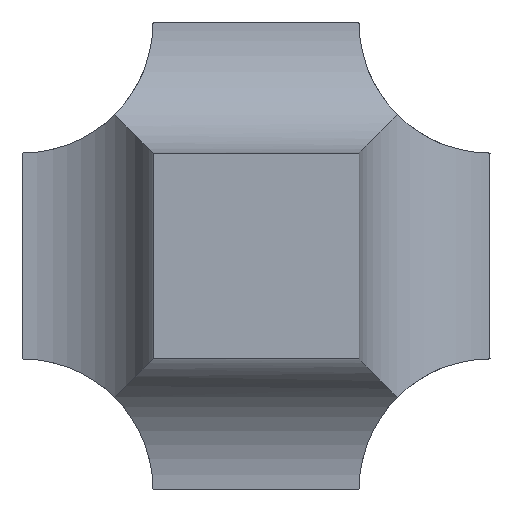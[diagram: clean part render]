
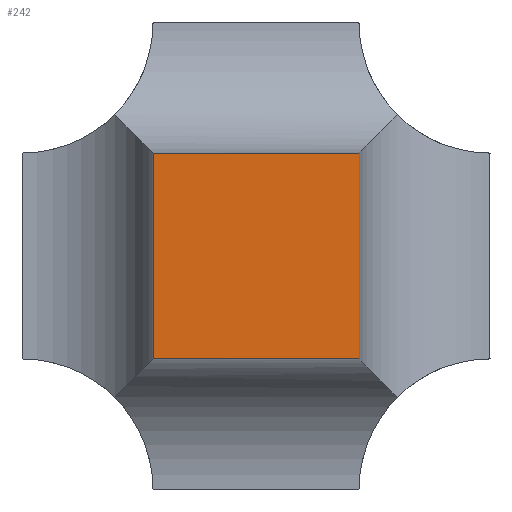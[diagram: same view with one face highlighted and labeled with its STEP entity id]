
A CAD part, left-side view. The second image highlights one B-rep face of the part: STEP entity #242.
In plain terms, the highlighted planar face has unit normal (-1, 0, 0).
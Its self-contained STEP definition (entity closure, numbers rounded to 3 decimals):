
#33 = VERTEX_POINT('',#34);
#34 = CARTESIAN_POINT('',(-6.25,2.75,-2.75));
#41 = EDGE_CURVE('',#33,#42,#44,.T.);
#42 = VERTEX_POINT('',#43);
#43 = CARTESIAN_POINT('',(-6.25,-2.75,-2.75));
#44 = LINE('',#45,#46);
#45 = CARTESIAN_POINT('',(-6.25,-28.117,-2.75));
#46 = VECTOR('',#47,1.);
#47 = DIRECTION('',(0.,-1.,0.));
#217 = VERTEX_POINT('',#218);
#218 = CARTESIAN_POINT('',(-6.25,-2.75,2.75));
#225 = EDGE_CURVE('',#217,#42,#226,.T.);
#226 = LINE('',#227,#228);
#227 = CARTESIAN_POINT('',(-6.25,-2.75,-12.5));
#228 = VECTOR('',#229,1.);
#229 = DIRECTION('',(0.,0.,-1.));
#242 = ADVANCED_FACE('',(#243),#261,.F.);
#243 = FACE_BOUND('',#244,.F.);
#244 = EDGE_LOOP('',(#245,#246,#254,#260));
#245 = ORIENTED_EDGE('',*,*,#41,.F.);
#246 = ORIENTED_EDGE('',*,*,#247,.F.);
#247 = EDGE_CURVE('',#248,#33,#250,.T.);
#248 = VERTEX_POINT('',#249);
#249 = CARTESIAN_POINT('',(-6.25,2.75,2.75));
#250 = LINE('',#251,#252);
#251 = CARTESIAN_POINT('',(-6.25,2.75,-12.5));
#252 = VECTOR('',#253,1.);
#253 = DIRECTION('',(0.,0.,-1.));
#254 = ORIENTED_EDGE('',*,*,#255,.T.);
#255 = EDGE_CURVE('',#248,#217,#256,.T.);
#256 = LINE('',#257,#258);
#257 = CARTESIAN_POINT('',(-6.25,-28.117,2.75));
#258 = VECTOR('',#259,1.);
#259 = DIRECTION('',(0.,-1.,0.));
#260 = ORIENTED_EDGE('',*,*,#225,.T.);
#261 = PLANE('',#262);
#262 = AXIS2_PLACEMENT_3D('',#263,#264,#265);
#263 = CARTESIAN_POINT('',(-6.25,-6.25,-6.25));
#264 = DIRECTION('',(1.,0.,0.));
#265 = DIRECTION('',(0.,0.,1.));
